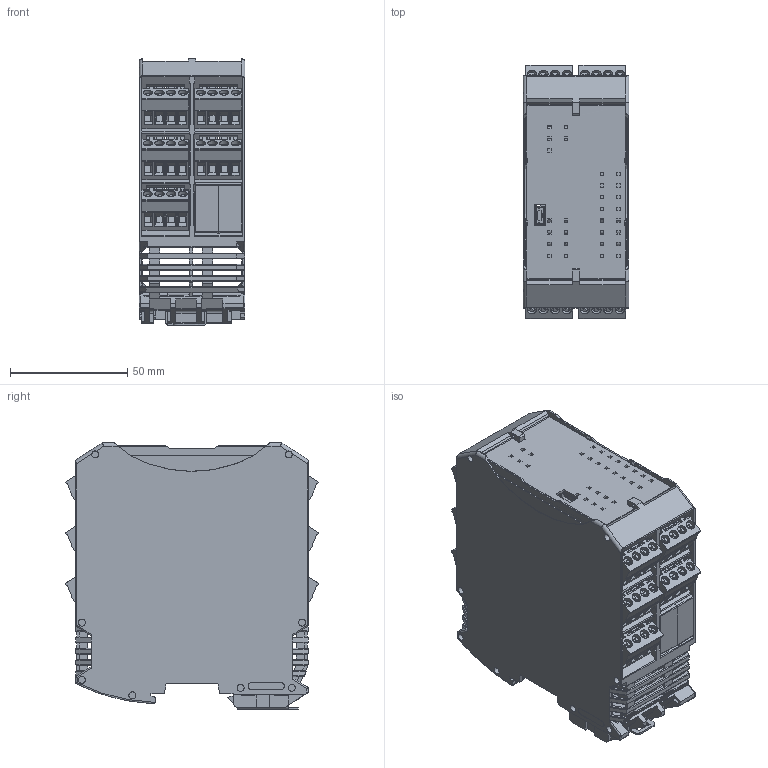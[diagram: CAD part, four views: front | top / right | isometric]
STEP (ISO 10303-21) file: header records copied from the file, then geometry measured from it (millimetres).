
FILE_DESCRIPTION (( 'STEP AP214' ), '1' );
FILE_NAME ('MZERO.STEP', '2024-06-13T16:53:19', ( '' ), ( '' ), 'SwSTEP 2.0', 'SolidWorks 2023', '' );
FILE_SCHEMA (( 'AUTOMOTIVE_DESIGN' ));
Length unit declared in the file: inch
Products named in the file (1): MZERO
Bounding box: 45.2 x 107.95 x 113.65 mm (x, y, z)
Volume: 92226.3 mm3; surface area: 112941.4 mm2
Topology: 13 solids, 13 shells, 4573 faces, 12844 edges, 8423 vertices
Faces by surface type: plane 3691, cylinder 847, cone 33, bspline 2
Full cylindrical faces by diameter (mm): 0.8 x2, 1.35 x1, 1.4 x41, 2.8 x40, 3 x8, 3.796 x40, 4 x40
Entity records: 146668 total; most frequent: CARTESIAN_POINT 29312, ORIENTED_EDGE 25254, DIRECTION 22672, EDGE_CURVE 12627, VECTOR 10384, LINE 10384, VERTEX_POINT 8380, AXIS2_PLACEMENT_3D 6144
